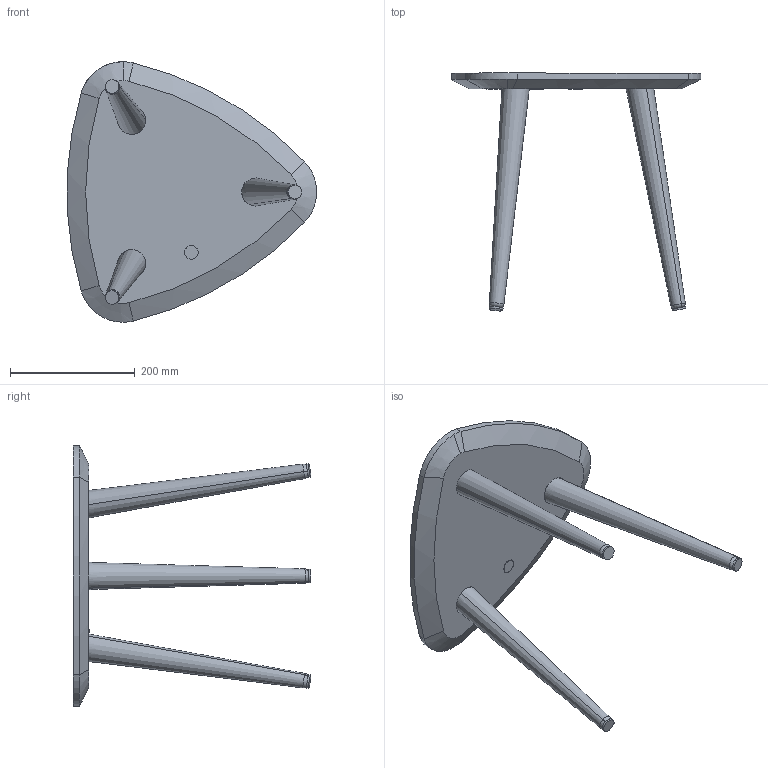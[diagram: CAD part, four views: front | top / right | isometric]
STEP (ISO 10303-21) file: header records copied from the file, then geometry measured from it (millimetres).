
FILE_DESCRIPTION (( 'STEP AP203' ), '1' );
FILE_NAME ('1. Trougaoni stoliæ S - sklop.STEP', '2023-11-23T12:06:16', ( '' ), ( '' ), 'SwSTEP 2.0', 'SolidWorks 2023', '' );
FILE_SCHEMA (( 'CONFIG_CONTROL_DESIGN' ));
Length unit declared in the file: millimetre
Products named in the file (1): 1. Trougaoni stolić S - sklop
Bounding box: 398.83 x 380.49 x 417.13 mm (x, y, z)
Volume: 3662757 mm3; surface area: 395188.6 mm2
Topology: 14 solids, 14 shells, 523 faces, 1371 edges, 888 vertices
Faces by surface type: cylinder 311, plane 97, bspline 72, cone 37, torus 6
Entity records: 59193 total; most frequent: CARTESIAN_POINT 48458, ORIENTED_EDGE 2742, DIRECTION 1695, EDGE_CURVE 1371, VERTEX_POINT 888, AXIS2_PLACEMENT_3D 603, EDGE_LOOP 541, FACE_OUTER_BOUND 523
